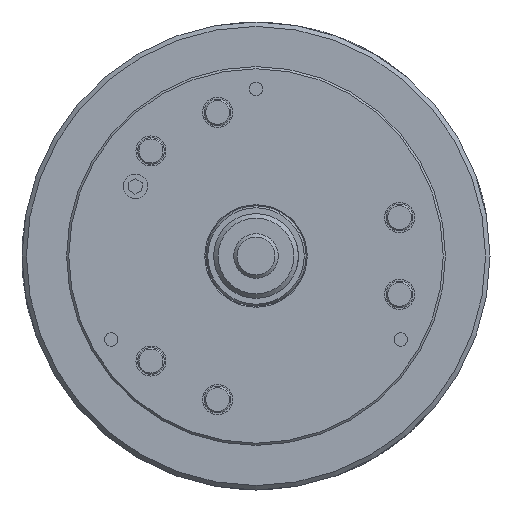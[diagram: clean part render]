
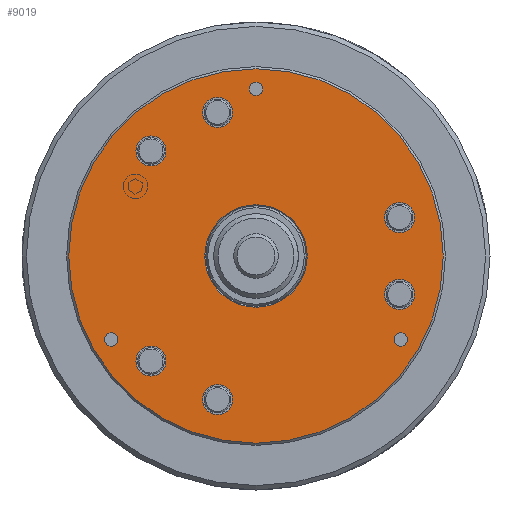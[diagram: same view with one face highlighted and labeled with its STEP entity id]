
A CAD part, left-side view. The second image highlights one B-rep face of the part: STEP entity #9019.
In plain terms, the highlighted planar face has unit normal (-1, 0, 0).
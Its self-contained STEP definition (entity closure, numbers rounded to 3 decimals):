
#136 = DIRECTION ( 'NONE',  ( -1., 0., 0. ) ) ;
#213 = CARTESIAN_POINT ( 'NONE',  ( 0., 47.146, -53.896 ) ) ;
#240 = EDGE_CURVE ( 'NONE', #4685, #4685, #8029, .T. ) ;
#242 = AXIS2_PLACEMENT_3D ( 'NONE', #7269, #8944, #3861 ) ;
#416 = VERTEX_POINT ( 'NONE', #6946 ) ;
#418 = CIRCLE ( 'NONE', #513, 3. ) ;
#513 = AXIS2_PLACEMENT_3D ( 'NONE', #6846, #1747, #7714 ) ;
#581 = EDGE_LOOP ( 'NONE', ( #2894 ) ) ;
#822 = CARTESIAN_POINT ( 'NONE',  ( 0., 0., 78. ) ) ;
#914 = ORIENTED_EDGE ( 'NONE', *, *, #5430, .F. ) ;
#983 = DIRECTION ( 'NONE',  ( 1., 0., 0. ) ) ;
#1178 = CARTESIAN_POINT ( 'NONE',  ( 0., -64.403, -17.257 ) ) ;
#1307 = FACE_BOUND ( 'NONE', #3565, .T. ) ;
#1399 = DIRECTION ( 'NONE',  ( -1., 0., 0. ) ) ;
#1489 = DIRECTION ( 'NONE',  ( -1., 0., 0. ) ) ;
#1503 = EDGE_CURVE ( 'NONE', #9909, #9909, #418, .T. ) ;
#1549 = EDGE_LOOP ( 'NONE', ( #7825 ) ) ;
#1576 = FACE_BOUND ( 'NONE', #3005, .T. ) ;
#1747 = DIRECTION ( 'NONE',  ( -1., 0., 0. ) ) ;
#1934 = ORIENTED_EDGE ( 'NONE', *, *, #6306, .F. ) ;
#2026 = DIRECTION ( 'NONE',  ( 0., -0.866, 0.5 ) ) ;
#2103 = FACE_BOUND ( 'NONE', #9933, .T. ) ;
#2335 = EDGE_LOOP ( 'NONE', ( #914 ) ) ;
#2538 = CIRCLE ( 'NONE', #5855, 6.75 ) ;
#2689 = CARTESIAN_POINT ( 'NONE',  ( 0., -64.952, -34.5 ) ) ;
#2756 = EDGE_LOOP ( 'NONE', ( #4728 ) ) ;
#2760 = ORIENTED_EDGE ( 'NONE', *, *, #4085, .F. ) ;
#2894 = ORIENTED_EDGE ( 'NONE', *, *, #4596, .F. ) ;
#2950 = CIRCLE ( 'NONE', #3221, 3. ) ;
#3005 = EDGE_LOOP ( 'NONE', ( #10848 ) ) ;
#3034 = ORIENTED_EDGE ( 'NONE', *, *, #10247, .T. ) ;
#3221 = AXIS2_PLACEMENT_3D ( 'NONE', #6586, #1489, #7464 ) ;
#3304 = FACE_BOUND ( 'NONE', #7015, .T. ) ;
#3305 = DIRECTION ( 'NONE',  ( -1., 0., 0. ) ) ;
#3322 = DIRECTION ( 'NONE',  ( -1., 0., 0. ) ) ;
#3565 = EDGE_LOOP ( 'NONE', ( #7428 ) ) ;
#3570 = FACE_BOUND ( 'NONE', #581, .T. ) ;
#3802 = ORIENTED_EDGE ( 'NONE', *, *, #4681, .F. ) ;
#3861 = DIRECTION ( 'NONE',  ( 0., 0., -1. ) ) ;
#3920 = CARTESIAN_POINT ( 'NONE',  ( 0., -64.403, 17.257 ) ) ;
#3996 = CIRCLE ( 'NONE', #9693, 3. ) ;
#4032 = CARTESIAN_POINT ( 'NONE',  ( 0., 17.257, 64.403 ) ) ;
#4061 = CIRCLE ( 'NONE', #9897, 23. ) ;
#4085 = EDGE_CURVE ( 'NONE', #5224, #5224, #10541, .T. ) ;
#4498 = ORIENTED_EDGE ( 'NONE', *, *, #6659, .F. ) ;
#4596 = EDGE_CURVE ( 'NONE', #416, #416, #7084, .T. ) ;
#4676 = VERTEX_POINT ( 'NONE', #2689 ) ;
#4681 = EDGE_CURVE ( 'NONE', #4676, #4676, #3996, .T. ) ;
#4685 = VERTEX_POINT ( 'NONE', #5846 ) ;
#4728 = ORIENTED_EDGE ( 'NONE', *, *, #240, .T. ) ;
#4760 = DIRECTION ( 'NONE',  ( 0., 0.866, -0.5 ) ) ;
#4877 = DIRECTION ( 'NONE',  ( 0., 0.866, 0.5 ) ) ;
#5094 = CARTESIAN_POINT ( 'NONE',  ( 0., 47.146, 47.146 ) ) ;
#5224 = VERTEX_POINT ( 'NONE', #9463 ) ;
#5231 = CARTESIAN_POINT ( 'NONE',  ( 0., 47.146, -47.146 ) ) ;
#5248 = EDGE_LOOP ( 'NONE', ( #1934 ) ) ;
#5340 = VERTEX_POINT ( 'NONE', #6397 ) ;
#5430 = EDGE_CURVE ( 'NONE', #10697, #10697, #7101, .T. ) ;
#5535 = CARTESIAN_POINT ( 'NONE',  ( 0., 41.301, 43.771 ) ) ;
#5548 = FACE_BOUND ( 'NONE', #8962, .T. ) ;
#5559 = AXIS2_PLACEMENT_3D ( 'NONE', #8409, #3322, #9262 ) ;
#5692 = AXIS2_PLACEMENT_3D ( 'NONE', #4032, #9994, #4877 ) ;
#5800 = CIRCLE ( 'NONE', #6111, 6.75 ) ;
#5822 = FACE_BOUND ( 'NONE', #8988, .T. ) ;
#5846 = CARTESIAN_POINT ( 'NONE',  ( 0., 0., -84. ) ) ;
#5855 = AXIS2_PLACEMENT_3D ( 'NONE', #5231, #136, #6099 ) ;
#5964 = DIRECTION ( 'NONE',  ( 0., -0.866, -0.5 ) ) ;
#6080 = CARTESIAN_POINT ( 'NONE',  ( 0., 0., 0. ) ) ;
#6099 = DIRECTION ( 'NONE',  ( 0., 0., -1. ) ) ;
#6111 = AXIS2_PLACEMENT_3D ( 'NONE', #3920, #9880, #4760 ) ;
#6306 = EDGE_CURVE ( 'NONE', #9895, #9895, #2950, .T. ) ;
#6391 = PLANE ( 'NONE',  #242 ) ;
#6397 = CARTESIAN_POINT ( 'NONE',  ( 0., 0., -23. ) ) ;
#6497 = DIRECTION ( 'NONE',  ( 0., 0., -1. ) ) ;
#6586 = CARTESIAN_POINT ( 'NONE',  ( 0., 64.952, -37.5 ) ) ;
#6659 = EDGE_CURVE ( 'NONE', #7385, #7385, #2538, .T. ) ;
#6846 = CARTESIAN_POINT ( 'NONE',  ( 0., 0., 75. ) ) ;
#6946 = CARTESIAN_POINT ( 'NONE',  ( 0., 23.102, 67.778 ) ) ;
#6950 = DIRECTION ( 'NONE',  ( 0., 0., -1. ) ) ;
#7015 = EDGE_LOOP ( 'NONE', ( #2760 ) ) ;
#7084 = CIRCLE ( 'NONE', #5692, 6.75 ) ;
#7101 = CIRCLE ( 'NONE', #9213, 6.75 ) ;
#7145 = DIRECTION ( 'NONE',  ( -1., 0., 0. ) ) ;
#7269 = CARTESIAN_POINT ( 'NONE',  ( 0., 22.5, 0. ) ) ;
#7385 = VERTEX_POINT ( 'NONE', #213 ) ;
#7428 = ORIENTED_EDGE ( 'NONE', *, *, #10107, .F. ) ;
#7464 = DIRECTION ( 'NONE',  ( 0., 0., 1. ) ) ;
#7603 = AXIS2_PLACEMENT_3D ( 'NONE', #10406, #8210, #6497 ) ;
#7714 = DIRECTION ( 'NONE',  ( 0., 0., 1. ) ) ;
#7825 = ORIENTED_EDGE ( 'NONE', *, *, #9793, .F. ) ;
#7838 = CARTESIAN_POINT ( 'NONE',  ( 0., -70.249, -13.882 ) ) ;
#7842 = FACE_BOUND ( 'NONE', #1549, .T. ) ;
#8029 = CIRCLE ( 'NONE', #7603, 84. ) ;
#8101 = FACE_OUTER_BOUND ( 'NONE', #2756, .T. ) ;
#8210 = DIRECTION ( 'NONE',  ( -1., 0., 0. ) ) ;
#8391 = CARTESIAN_POINT ( 'NONE',  ( 0., -64.952, -37.5 ) ) ;
#8409 = CARTESIAN_POINT ( 'NONE',  ( 0., 17.257, -64.403 ) ) ;
#8704 = CARTESIAN_POINT ( 'NONE',  ( 0., 64.952, -34.5 ) ) ;
#8748 = AXIS2_PLACEMENT_3D ( 'NONE', #5094, #1399, #5964 ) ;
#8920 = CARTESIAN_POINT ( 'NONE',  ( 0., -58.557, 13.882 ) ) ;
#8944 = DIRECTION ( 'NONE',  ( 1., 0., 0. ) ) ;
#8962 = EDGE_LOOP ( 'NONE', ( #4498 ) ) ;
#8988 = EDGE_LOOP ( 'NONE', ( #3802 ) ) ;
#9019 = ADVANCED_FACE ( 'NONE', ( #1576, #5822, #10359, #2103, #8101, #3570, #1307, #10086, #7842, #5548, #3304 ), #6391, .F. ) ;
#9213 = AXIS2_PLACEMENT_3D ( 'NONE', #1178, #7145, #2026 ) ;
#9237 = DIRECTION ( 'NONE',  ( 0., 0., 1. ) ) ;
#9262 = DIRECTION ( 'NONE',  ( 0., 0., 1. ) ) ;
#9396 = CIRCLE ( 'NONE', #8748, 6.75 ) ;
#9463 = CARTESIAN_POINT ( 'NONE',  ( 0., 17.257, -57.653 ) ) ;
#9693 = AXIS2_PLACEMENT_3D ( 'NONE', #8391, #3305, #9237 ) ;
#9793 = EDGE_CURVE ( 'NONE', #10149, #10149, #5800, .T. ) ;
#9880 = DIRECTION ( 'NONE',  ( -1., 0., 0. ) ) ;
#9882 = VERTEX_POINT ( 'NONE', #5535 ) ;
#9895 = VERTEX_POINT ( 'NONE', #8704 ) ;
#9897 = AXIS2_PLACEMENT_3D ( 'NONE', #6080, #983, #6950 ) ;
#9909 = VERTEX_POINT ( 'NONE', #822 ) ;
#9933 = EDGE_LOOP ( 'NONE', ( #3034 ) ) ;
#9994 = DIRECTION ( 'NONE',  ( -1., 0., 0. ) ) ;
#10086 = FACE_BOUND ( 'NONE', #2335, .T. ) ;
#10107 = EDGE_CURVE ( 'NONE', #9882, #9882, #9396, .T. ) ;
#10149 = VERTEX_POINT ( 'NONE', #8920 ) ;
#10247 = EDGE_CURVE ( 'NONE', #5340, #5340, #4061, .T. ) ;
#10359 = FACE_BOUND ( 'NONE', #5248, .T. ) ;
#10406 = CARTESIAN_POINT ( 'NONE',  ( 0., 0., 0. ) ) ;
#10541 = CIRCLE ( 'NONE', #5559, 6.75 ) ;
#10697 = VERTEX_POINT ( 'NONE', #7838 ) ;
#10848 = ORIENTED_EDGE ( 'NONE', *, *, #1503, .F. ) ;
